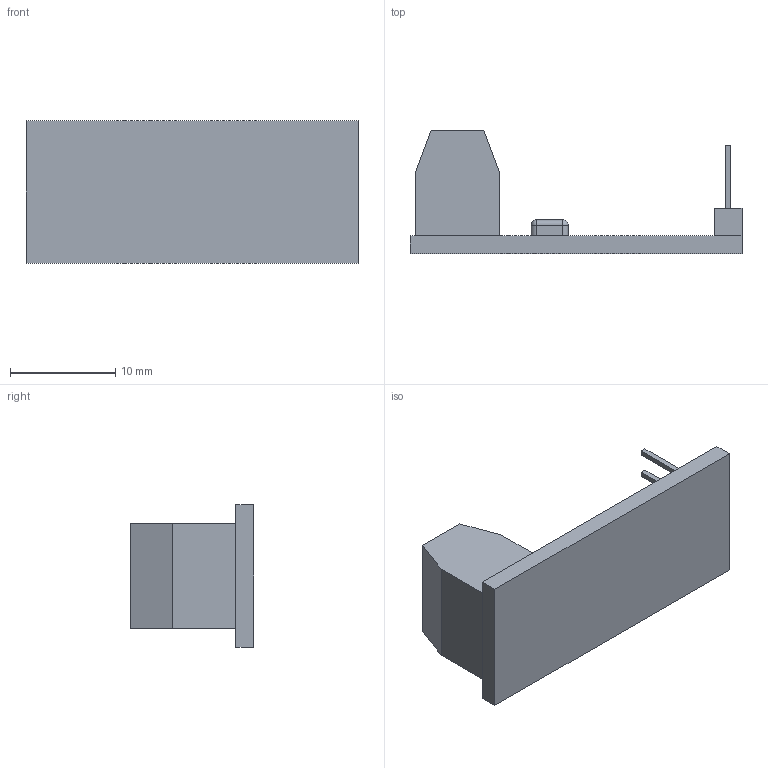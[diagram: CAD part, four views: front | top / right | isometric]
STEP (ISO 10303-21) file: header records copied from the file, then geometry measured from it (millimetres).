
FILE_DESCRIPTION (( 'STEP AP214' ), '1' );
FILE_NAME ('Sensor de Corriente ACS712 20A.STEP', '2026-01-29T05:07:19', ( '' ), ( '' ), 'SwSTEP 2.0', 'SolidWorks 2025', '' );
FILE_SCHEMA (( 'AUTOMOTIVE_DESIGN' ));
Length unit declared in the file: millimetre
Products named in the file (1): Sensor de Corriente ACS712 20A
Bounding box: 31.5 x 11.7 x 13.5 mm (x, y, z)
Volume: 1543.1 mm3; surface area: 1670.4 mm2
Topology: 7 solids, 7 shells, 56 faces, 118 edges, 72 vertices
Faces by surface type: plane 44, cylinder 8, sphere 4
Entity records: 1515 total; most frequent: DIRECTION 244, CARTESIAN_POINT 243, ORIENTED_EDGE 228, EDGE_CURVE 114, LINE 98, VECTOR 98, AXIS2_PLACEMENT_3D 73, VERTEX_POINT 72
